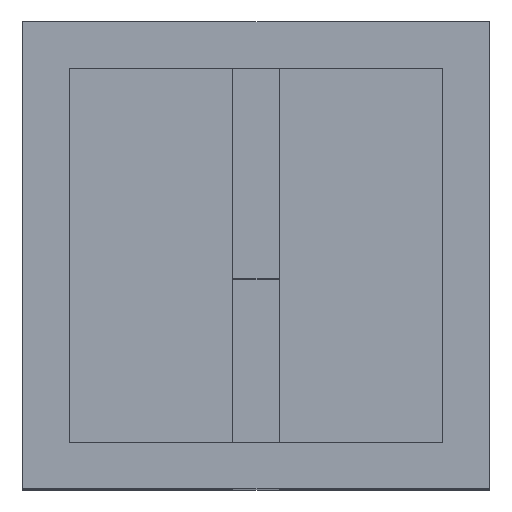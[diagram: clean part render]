
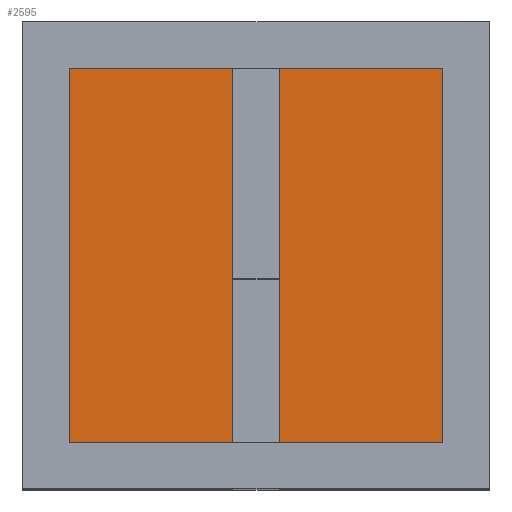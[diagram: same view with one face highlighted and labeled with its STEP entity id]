
A CAD part, top view. The second image highlights one B-rep face of the part: STEP entity #2595.
In plain terms, the highlighted planar face has unit normal (0, 0, 1).
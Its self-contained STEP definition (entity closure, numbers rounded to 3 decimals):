
#149=FACE_OUTER_BOUND('',#294,.T.);
#294=EDGE_LOOP('',(#1845,#1846,#1847,#1848,#1849,#1850,#1851,#1852,#1853,
#1854,#1855,#1856,#1857,#1858,#1859,#1860,#1861,#1862,#1863,#1864,#1865,
#1866,#1867,#1868));
#513=LINE('',#3744,#841);
#517=LINE('',#3752,#845);
#520=LINE('',#3758,#848);
#524=LINE('',#3766,#852);
#525=LINE('',#3768,#853);
#526=LINE('',#3770,#854);
#527=LINE('',#3772,#855);
#528=LINE('',#3774,#856);
#529=LINE('',#3776,#857);
#530=LINE('',#3778,#858);
#531=LINE('',#3780,#859);
#532=LINE('',#3782,#860);
#533=LINE('',#3784,#861);
#534=LINE('',#3786,#862);
#535=LINE('',#3788,#863);
#536=LINE('',#3790,#864);
#537=LINE('',#3792,#865);
#538=LINE('',#3794,#866);
#539=LINE('',#3796,#867);
#540=LINE('',#3798,#868);
#541=LINE('',#3800,#869);
#542=LINE('',#3802,#870);
#543=LINE('',#3804,#871);
#544=LINE('',#3805,#872);
#841=VECTOR('',#3029,10.);
#845=VECTOR('',#3035,10.);
#848=VECTOR('',#3040,10.);
#852=VECTOR('',#3048,10.);
#853=VECTOR('',#3049,10.);
#854=VECTOR('',#3050,10.);
#855=VECTOR('',#3051,10.);
#856=VECTOR('',#3052,10.);
#857=VECTOR('',#3053,10.);
#858=VECTOR('',#3054,10.);
#859=VECTOR('',#3055,10.);
#860=VECTOR('',#3056,10.);
#861=VECTOR('',#3057,10.);
#862=VECTOR('',#3058,10.);
#863=VECTOR('',#3059,10.);
#864=VECTOR('',#3060,10.);
#865=VECTOR('',#3061,10.);
#866=VECTOR('',#3062,10.);
#867=VECTOR('',#3063,10.);
#868=VECTOR('',#3064,10.);
#869=VECTOR('',#3065,10.);
#870=VECTOR('',#3066,10.);
#871=VECTOR('',#3067,10.);
#872=VECTOR('',#3068,10.);
#1145=VERTEX_POINT('',#3742);
#1146=VERTEX_POINT('',#3743);
#1149=VERTEX_POINT('',#3751);
#1151=VERTEX_POINT('',#3757);
#1153=VERTEX_POINT('',#3765);
#1154=VERTEX_POINT('',#3767);
#1155=VERTEX_POINT('',#3769);
#1156=VERTEX_POINT('',#3771);
#1157=VERTEX_POINT('',#3773);
#1158=VERTEX_POINT('',#3775);
#1159=VERTEX_POINT('',#3777);
#1160=VERTEX_POINT('',#3779);
#1161=VERTEX_POINT('',#3781);
#1162=VERTEX_POINT('',#3783);
#1163=VERTEX_POINT('',#3785);
#1164=VERTEX_POINT('',#3787);
#1165=VERTEX_POINT('',#3789);
#1166=VERTEX_POINT('',#3791);
#1167=VERTEX_POINT('',#3793);
#1168=VERTEX_POINT('',#3795);
#1169=VERTEX_POINT('',#3797);
#1170=VERTEX_POINT('',#3799);
#1171=VERTEX_POINT('',#3801);
#1172=VERTEX_POINT('',#3803);
#1417=EDGE_CURVE('',#1145,#1146,#513,.T.);
#1421=EDGE_CURVE('',#1146,#1149,#517,.T.);
#1424=EDGE_CURVE('',#1149,#1151,#520,.T.);
#1428=EDGE_CURVE('',#1153,#1151,#524,.T.);
#1429=EDGE_CURVE('',#1154,#1153,#525,.T.);
#1430=EDGE_CURVE('',#1154,#1155,#526,.T.);
#1431=EDGE_CURVE('',#1155,#1156,#527,.T.);
#1432=EDGE_CURVE('',#1156,#1157,#528,.T.);
#1433=EDGE_CURVE('',#1158,#1157,#529,.T.);
#1434=EDGE_CURVE('',#1159,#1158,#530,.T.);
#1435=EDGE_CURVE('',#1159,#1160,#531,.T.);
#1436=EDGE_CURVE('',#1160,#1161,#532,.T.);
#1437=EDGE_CURVE('',#1161,#1162,#533,.T.);
#1438=EDGE_CURVE('',#1163,#1162,#534,.T.);
#1439=EDGE_CURVE('',#1163,#1164,#535,.T.);
#1440=EDGE_CURVE('',#1164,#1165,#536,.T.);
#1441=EDGE_CURVE('',#1165,#1166,#537,.T.);
#1442=EDGE_CURVE('',#1167,#1166,#538,.T.);
#1443=EDGE_CURVE('',#1168,#1167,#539,.T.);
#1444=EDGE_CURVE('',#1169,#1168,#540,.T.);
#1445=EDGE_CURVE('',#1169,#1170,#541,.T.);
#1446=EDGE_CURVE('',#1170,#1171,#542,.T.);
#1447=EDGE_CURVE('',#1171,#1172,#543,.T.);
#1448=EDGE_CURVE('',#1145,#1172,#544,.T.);
#1845=ORIENTED_EDGE('',*,*,#1417,.T.);
#1846=ORIENTED_EDGE('',*,*,#1421,.T.);
#1847=ORIENTED_EDGE('',*,*,#1424,.T.);
#1848=ORIENTED_EDGE('',*,*,#1428,.F.);
#1849=ORIENTED_EDGE('',*,*,#1429,.F.);
#1850=ORIENTED_EDGE('',*,*,#1430,.T.);
#1851=ORIENTED_EDGE('',*,*,#1431,.T.);
#1852=ORIENTED_EDGE('',*,*,#1432,.T.);
#1853=ORIENTED_EDGE('',*,*,#1433,.F.);
#1854=ORIENTED_EDGE('',*,*,#1434,.F.);
#1855=ORIENTED_EDGE('',*,*,#1435,.T.);
#1856=ORIENTED_EDGE('',*,*,#1436,.T.);
#1857=ORIENTED_EDGE('',*,*,#1437,.T.);
#1858=ORIENTED_EDGE('',*,*,#1438,.F.);
#1859=ORIENTED_EDGE('',*,*,#1439,.T.);
#1860=ORIENTED_EDGE('',*,*,#1440,.T.);
#1861=ORIENTED_EDGE('',*,*,#1441,.T.);
#1862=ORIENTED_EDGE('',*,*,#1442,.F.);
#1863=ORIENTED_EDGE('',*,*,#1443,.F.);
#1864=ORIENTED_EDGE('',*,*,#1444,.F.);
#1865=ORIENTED_EDGE('',*,*,#1445,.T.);
#1866=ORIENTED_EDGE('',*,*,#1446,.T.);
#1867=ORIENTED_EDGE('',*,*,#1447,.T.);
#1868=ORIENTED_EDGE('',*,*,#1448,.F.);
#2478=PLANE('',#2751);
#2595=ADVANCED_FACE('',(#149),#2478,.F.);
#2751=AXIS2_PLACEMENT_3D('',#3764,#3046,#3047);
#3029=DIRECTION('',(-1.,0.,0.));
#3035=DIRECTION('',(0.,1.,0.));
#3040=DIRECTION('',(1.,0.,0.));
#3046=DIRECTION('center_axis',(0.,0.,-1.));
#3047=DIRECTION('ref_axis',(1.,0.,0.));
#3048=DIRECTION('',(0.,-1.,0.));
#3049=DIRECTION('',(1.,0.,0.));
#3050=DIRECTION('',(0.,-1.,0.));
#3051=DIRECTION('',(-1.,0.,0.));
#3052=DIRECTION('',(0.,1.,0.));
#3053=DIRECTION('',(1.,0.,0.));
#3054=DIRECTION('',(0.,1.,0.));
#3055=DIRECTION('',(1.,0.,0.));
#3056=DIRECTION('',(0.,-1.,0.));
#3057=DIRECTION('',(-1.,0.,0.));
#3058=DIRECTION('',(0.,1.,0.));
#3059=DIRECTION('',(1.,0.,0.));
#3060=DIRECTION('',(0.,-1.,0.));
#3061=DIRECTION('',(-1.,0.,0.));
#3062=DIRECTION('',(0.,1.,0.));
#3063=DIRECTION('',(-1.,0.,0.));
#3064=DIRECTION('',(0.,-1.,0.));
#3065=DIRECTION('',(-1.,0.,0.));
#3066=DIRECTION('',(0.,1.,0.));
#3067=DIRECTION('',(1.,0.,0.));
#3068=DIRECTION('',(0.,-1.,0.));
#3742=CARTESIAN_POINT('',(100.,93.,20.));
#3743=CARTESIAN_POINT('',(95.,93.,20.));
#3744=CARTESIAN_POINT('',(72.5,93.,20.));
#3751=CARTESIAN_POINT('',(95.,97.,20.));
#3752=CARTESIAN_POINT('',(95.,73.5,20.));
#3757=CARTESIAN_POINT('',(100.,97.,20.));
#3758=CARTESIAN_POINT('',(75.,97.,20.));
#3764=CARTESIAN_POINT('Origin',(50.,50.,20.));
#3765=CARTESIAN_POINT('',(100.,100.,20.));
#3766=CARTESIAN_POINT('',(100.,100.,20.));
#3767=CARTESIAN_POINT('',(55.,100.,20.));
#3768=CARTESIAN_POINT('',(0.,100.,20.));
#3769=CARTESIAN_POINT('',(55.,90.,20.));
#3770=CARTESIAN_POINT('',(55.,70.,20.));
#3771=CARTESIAN_POINT('',(45.,90.,20.));
#3772=CARTESIAN_POINT('',(47.5,90.,20.));
#3773=CARTESIAN_POINT('',(45.,100.,20.));
#3774=CARTESIAN_POINT('',(45.,75.,20.));
#3775=CARTESIAN_POINT('',(0.,100.,20.));
#3776=CARTESIAN_POINT('',(0.,100.,20.));
#3777=CARTESIAN_POINT('',(0.,97.,20.));
#3778=CARTESIAN_POINT('',(0.,0.,20.));
#3779=CARTESIAN_POINT('',(5.,97.,20.));
#3780=CARTESIAN_POINT('',(27.5,97.,20.));
#3781=CARTESIAN_POINT('',(5.,93.,20.));
#3782=CARTESIAN_POINT('',(5.,71.5,20.));
#3783=CARTESIAN_POINT('',(0.,93.,20.));
#3784=CARTESIAN_POINT('',(25.,93.,20.));
#3785=CARTESIAN_POINT('',(0.,7.,20.));
#3786=CARTESIAN_POINT('',(0.,0.,20.));
#3787=CARTESIAN_POINT('',(5.,7.,20.));
#3788=CARTESIAN_POINT('',(27.5,7.,20.));
#3789=CARTESIAN_POINT('',(5.,3.,20.));
#3790=CARTESIAN_POINT('',(5.,26.5,20.));
#3791=CARTESIAN_POINT('',(0.,3.,20.));
#3792=CARTESIAN_POINT('',(25.,3.,20.));
#3793=CARTESIAN_POINT('',(0.,0.,20.));
#3794=CARTESIAN_POINT('',(0.,0.,20.));
#3795=CARTESIAN_POINT('',(100.,0.,20.));
#3796=CARTESIAN_POINT('',(100.,0.,20.));
#3797=CARTESIAN_POINT('',(100.,3.,20.));
#3798=CARTESIAN_POINT('',(100.,100.,20.));
#3799=CARTESIAN_POINT('',(95.,3.,20.));
#3800=CARTESIAN_POINT('',(72.5,3.,20.));
#3801=CARTESIAN_POINT('',(95.,7.,20.));
#3802=CARTESIAN_POINT('',(95.,28.5,20.));
#3803=CARTESIAN_POINT('',(100.,7.,20.));
#3804=CARTESIAN_POINT('',(75.,7.,20.));
#3805=CARTESIAN_POINT('',(100.,100.,20.));
